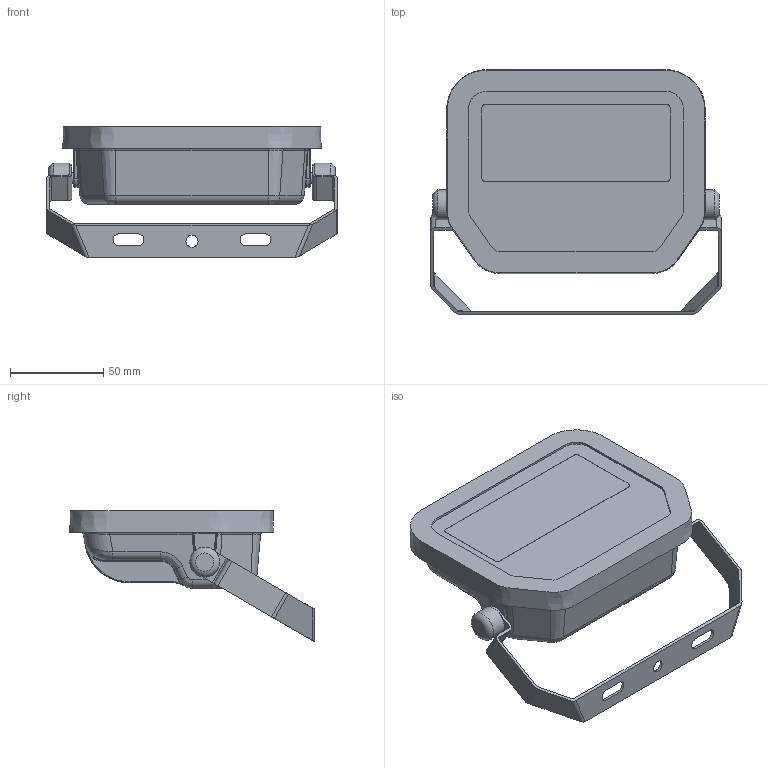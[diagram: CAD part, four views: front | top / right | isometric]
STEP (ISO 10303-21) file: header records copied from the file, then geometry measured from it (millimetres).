
FILE_DESCRIPTION (( 'STEP AP214' ), '1' );
FILE_NAME ('FL_G3_20W.STEP', '2023-04-28T08:22:44', ( '' ), ( '' ), 'SwSTEP 2.0', 'SolidWorks 2020', '' );
FILE_SCHEMA (( 'AUTOMOTIVE_DESIGN' ));
Length unit declared in the file: millimetre
Products named in the file (1): FL_G3_20W
Bounding box: 155.6 x 130.94 x 70.1 mm (x, y, z)
Volume: 366916.1 mm3; surface area: 104340.6 mm2
Topology: 7 solids, 7 shells, 470 faces, 1198 edges, 731 vertices
Faces by surface type: cylinder 167, bspline 164, plane 125, cone 12, torus 2
Full cylindrical faces by diameter (mm): 5.8 x2, 6 x2, 6.5 x1, 16.094 x2
Entity records: 31312 total; most frequent: CARTESIAN_POINT 16139, ORIENTED_EDGE 2332, DIRECTION 1677, EDGE_CURVE 1166, VERTEX_POINT 727, AXIS2_PLACEMENT_3D 619, EDGE_LOOP 501, FACE_OUTER_BOUND 482
